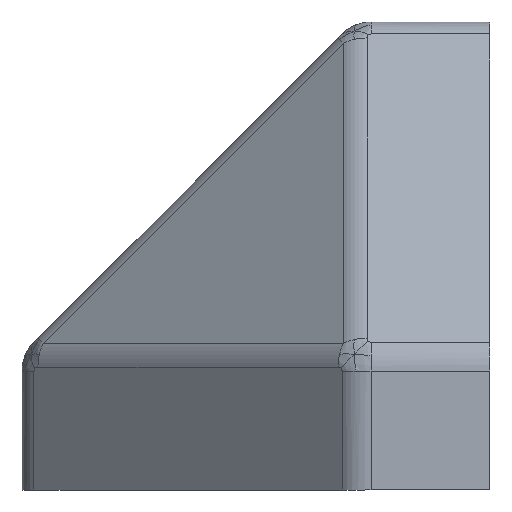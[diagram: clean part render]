
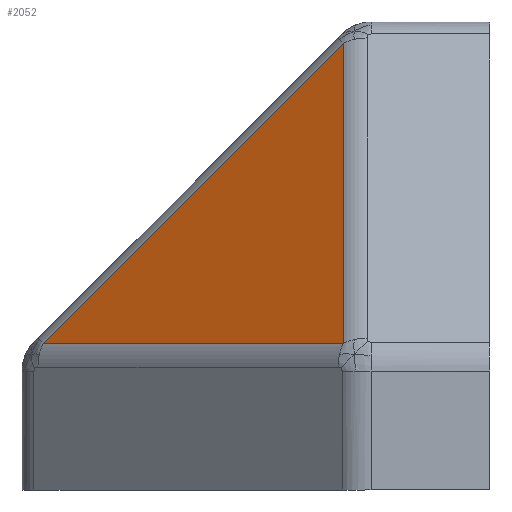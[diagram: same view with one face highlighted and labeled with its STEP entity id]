
A CAD part, front view. The second image highlights one B-rep face of the part: STEP entity #2052.
In plain terms, the highlighted planar face has unit normal (-0.577, -0.577, 0.577).
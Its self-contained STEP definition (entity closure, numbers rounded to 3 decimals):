
#129=CARTESIAN_POINT('',(-18.171,7.485,-7.485));
#130=VERTEX_POINT('',#129);
#680=CARTESIAN_POINT('',(7.485,-18.171,-7.485));
#681=VERTEX_POINT('',#680);
#1029=CARTESIAN_POINT('',(7.485,7.485,18.171));
#1030=VERTEX_POINT('',#1029);
#1537=CARTESIAN_POINT('',(7.485,7.485,18.171));
#1538=DIRECTION('',(0.,-0.707,-0.707));
#1539=VECTOR('',#1538,36.284);
#1540=LINE('',#1537,#1539);
#1541=EDGE_CURVE('',#1030,#681,#1540,.T.);
#1749=CARTESIAN_POINT('',(-18.171,7.485,-7.485));
#1750=DIRECTION('',(0.707,0.,0.707));
#1751=VECTOR('',#1750,36.284);
#1752=LINE('',#1749,#1751);
#1753=EDGE_CURVE('',#130,#1030,#1752,.T.);
#1765=CARTESIAN_POINT('',(7.485,-18.171,-7.485));
#1766=DIRECTION('',(-0.707,0.707,0.0));
#1767=VECTOR('',#1766,36.284);
#1768=LINE('',#1765,#1767);
#1769=EDGE_CURVE('',#681,#130,#1768,.T.);
#2042=CARTESIAN_POINT('',(-1.067,-1.067,1.067));
#2043=DIRECTION('',(0.577,0.577,-0.577));
#2044=DIRECTION('',(0.408,0.408,0.816));
#2045=AXIS2_PLACEMENT_3D('',#2042,#2043,#2044);
#2046=PLANE('',#2045);
#2047=ORIENTED_EDGE('',*,*,#1541,.F.);
#2048=ORIENTED_EDGE('',*,*,#1753,.F.);
#2049=ORIENTED_EDGE('',*,*,#1769,.F.);
#2050=EDGE_LOOP('',(#2047,#2048,#2049));
#2051=FACE_OUTER_BOUND('',#2050,.T.);
#2052=ADVANCED_FACE('',(#2051),#2046,.F.);
